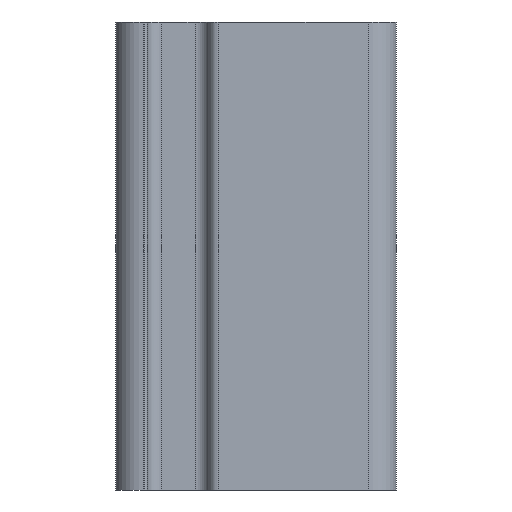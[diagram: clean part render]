
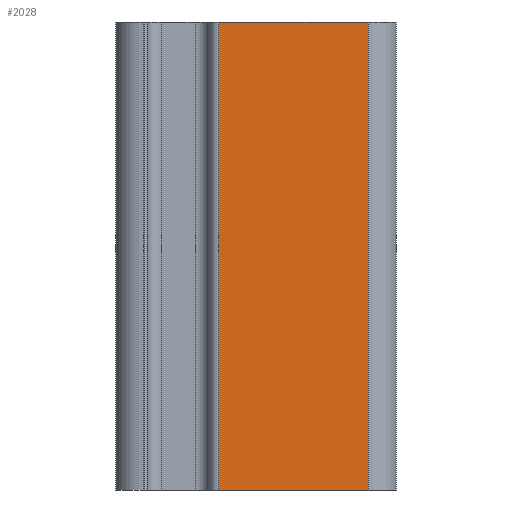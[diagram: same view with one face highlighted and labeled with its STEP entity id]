
A CAD part, left-side view. The second image highlights one B-rep face of the part: STEP entity #2028.
In plain terms, the highlighted planar face has unit normal (-1, 0, 0).
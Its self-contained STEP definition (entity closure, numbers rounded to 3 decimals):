
#257 = ORIENTED_EDGE ( 'NONE', *, *, #1656, .F. ) ;
#346 = DIRECTION ( 'NONE',  ( 0., 0., -1. ) ) ;
#435 = AXIS2_PLACEMENT_3D ( 'NONE', #3550, #1927, #3322 ) ;
#732 = CARTESIAN_POINT ( 'NONE',  ( -15., 4., -25. ) ) ;
#748 = LINE ( 'NONE', #1521, #1048 ) ;
#760 = VERTEX_POINT ( 'NONE', #3454 ) ;
#787 = DIRECTION ( 'NONE',  ( 0., 0., -1. ) ) ;
#879 = VECTOR ( 'NONE', #1797, 1000. ) ;
#1048 = VECTOR ( 'NONE', #2109, 1000. ) ;
#1088 = PLANE ( 'NONE',  #435 ) ;
#1369 = CARTESIAN_POINT ( 'NONE',  ( -15., 4., -25. ) ) ;
#1521 = CARTESIAN_POINT ( 'NONE',  ( -15., 4., 25. ) ) ;
#1595 = ORIENTED_EDGE ( 'NONE', *, *, #2094, .T. ) ;
#1653 = LINE ( 'NONE', #3264, #2269 ) ;
#1656 = EDGE_CURVE ( 'NONE', #3469, #2762, #1984, .T. ) ;
#1712 = CARTESIAN_POINT ( 'NONE',  ( -15., -12., 25. ) ) ;
#1797 = DIRECTION ( 'NONE',  ( 0., -1., 0. ) ) ;
#1854 = LINE ( 'NONE', #732, #879 ) ;
#1927 = DIRECTION ( 'NONE',  ( 1., 0., 0. ) ) ;
#1957 = ORIENTED_EDGE ( 'NONE', *, *, #3154, .F. ) ;
#1984 = LINE ( 'NONE', #1712, #3023 ) ;
#2028 = ADVANCED_FACE ( 'NONE', ( #2692 ), #1088, .F. ) ;
#2094 = EDGE_CURVE ( 'NONE', #760, #2116, #1653, .T. ) ;
#2109 = DIRECTION ( 'NONE',  ( 0., -1., 0. ) ) ;
#2116 = VERTEX_POINT ( 'NONE', #1369 ) ;
#2156 = CARTESIAN_POINT ( 'NONE',  ( -15., -12., -25. ) ) ;
#2269 = VECTOR ( 'NONE', #787, 1000. ) ;
#2692 = FACE_OUTER_BOUND ( 'NONE', #3484, .T. ) ;
#2715 = ORIENTED_EDGE ( 'NONE', *, *, #3179, .T. ) ;
#2762 = VERTEX_POINT ( 'NONE', #2156 ) ;
#3023 = VECTOR ( 'NONE', #346, 1000. ) ;
#3154 = EDGE_CURVE ( 'NONE', #760, #3469, #748, .T. ) ;
#3179 = EDGE_CURVE ( 'NONE', #2116, #2762, #1854, .T. ) ;
#3264 = CARTESIAN_POINT ( 'NONE',  ( -15., 4., 25. ) ) ;
#3322 = DIRECTION ( 'NONE',  ( 0., 1., 0. ) ) ;
#3355 = CARTESIAN_POINT ( 'NONE',  ( -15., -12., 25. ) ) ;
#3454 = CARTESIAN_POINT ( 'NONE',  ( -15., 4., 25. ) ) ;
#3469 = VERTEX_POINT ( 'NONE', #3355 ) ;
#3484 = EDGE_LOOP ( 'NONE', ( #2715, #257, #1957, #1595 ) ) ;
#3550 = CARTESIAN_POINT ( 'NONE',  ( -15., 4., 25. ) ) ;
